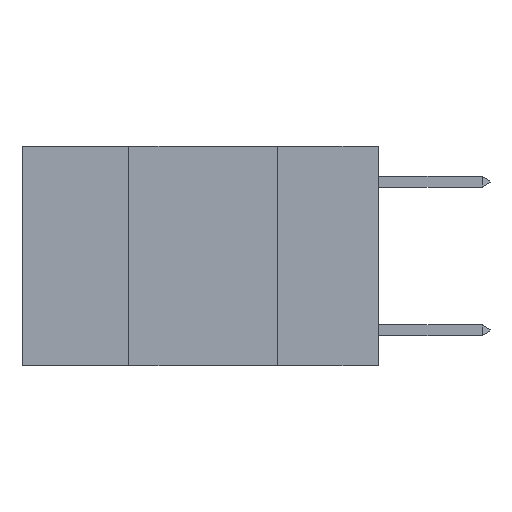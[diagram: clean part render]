
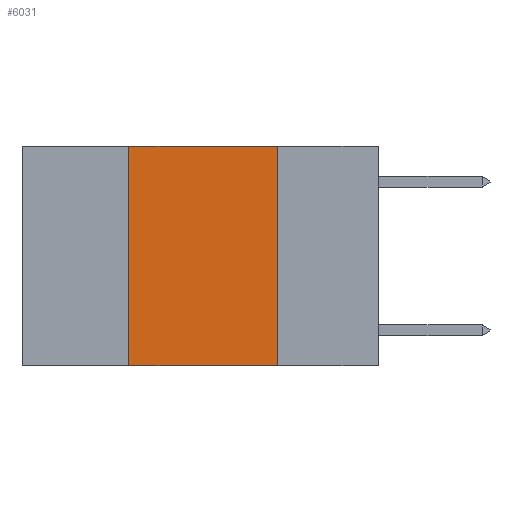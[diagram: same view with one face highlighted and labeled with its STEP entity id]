
A CAD part, left-side view. The second image highlights one B-rep face of the part: STEP entity #6031.
In plain terms, the highlighted planar face has unit normal (-1, 0, 0).
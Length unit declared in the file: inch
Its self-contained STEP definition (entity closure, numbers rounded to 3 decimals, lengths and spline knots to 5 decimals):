
#308 = ORIENTED_EDGE ( 'NONE', *, *, #2314, .F. ) ;
#676 = CARTESIAN_POINT ( 'NONE',  ( 0., 0.42, 0. ) ) ;
#907 = LINE ( 'NONE', #19628, #24366 ) ;
#1825 = LINE ( 'NONE', #17272, #27176 ) ;
#2314 = EDGE_CURVE ( 'NONE', #8248, #25927, #19812, .T. ) ;
#5046 = DIRECTION ( 'NONE',  ( 0., 0., 1. ) ) ;
#5715 = EDGE_CURVE ( 'NONE', #17381, #25927, #907, .T. ) ;
#6031 = ADVANCED_FACE ( 'NONE', ( #18546 ), #27765, .F. ) ;
#7960 = VERTEX_POINT ( 'NONE', #26079 ) ;
#8248 = VERTEX_POINT ( 'NONE', #20174 ) ;
#9537 = LINE ( 'NONE', #676, #25384 ) ;
#9659 = CARTESIAN_POINT ( 'NONE',  ( 0., 0.17, -0.37 ) ) ;
#9666 = EDGE_LOOP ( 'NONE', ( #308, #18489, #25484, #23815 ) ) ;
#10159 = AXIS2_PLACEMENT_3D ( 'NONE', #21097, #18864, #18702 ) ;
#10203 = DIRECTION ( 'NONE',  ( 0., -1., 0. ) ) ;
#10738 = CARTESIAN_POINT ( 'NONE',  ( 0., 0.42, -0.37 ) ) ;
#13270 = EDGE_CURVE ( 'NONE', #7960, #8248, #1825, .T. ) ;
#15936 = EDGE_CURVE ( 'NONE', #17381, #7960, #9537, .T. ) ;
#17272 = CARTESIAN_POINT ( 'NONE',  ( 0., 0.6, 0. ) ) ;
#17381 = VERTEX_POINT ( 'NONE', #10738 ) ;
#17702 = DIRECTION ( 'NONE',  ( 0., -1., 0. ) ) ;
#18489 = ORIENTED_EDGE ( 'NONE', *, *, #13270, .F. ) ;
#18546 = FACE_OUTER_BOUND ( 'NONE', #9666, .T. ) ;
#18702 = DIRECTION ( 'NONE',  ( 0., 0., -1. ) ) ;
#18864 = DIRECTION ( 'NONE',  ( 1., 0., 0. ) ) ;
#19366 = CARTESIAN_POINT ( 'NONE',  ( 0., 0.17, 0. ) ) ;
#19628 = CARTESIAN_POINT ( 'NONE',  ( 0., 0.6, -0.37 ) ) ;
#19812 = LINE ( 'NONE', #19366, #24790 ) ;
#20174 = CARTESIAN_POINT ( 'NONE',  ( 0., 0.17, 0. ) ) ;
#21097 = CARTESIAN_POINT ( 'NONE',  ( 0., 0.6, 0. ) ) ;
#23815 = ORIENTED_EDGE ( 'NONE', *, *, #5715, .T. ) ;
#24366 = VECTOR ( 'NONE', #10203, 39.37008 ) ;
#24790 = VECTOR ( 'NONE', #26171, 39.37008 ) ;
#25384 = VECTOR ( 'NONE', #5046, 39.37008 ) ;
#25484 = ORIENTED_EDGE ( 'NONE', *, *, #15936, .F. ) ;
#25927 = VERTEX_POINT ( 'NONE', #9659 ) ;
#26079 = CARTESIAN_POINT ( 'NONE',  ( 0., 0.42, 0. ) ) ;
#26171 = DIRECTION ( 'NONE',  ( 0., 0., -1. ) ) ;
#27176 = VECTOR ( 'NONE', #17702, 39.37008 ) ;
#27765 = PLANE ( 'NONE',  #10159 ) ;
